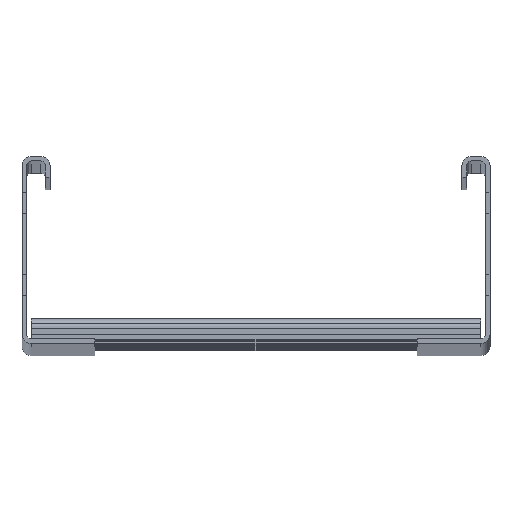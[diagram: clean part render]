
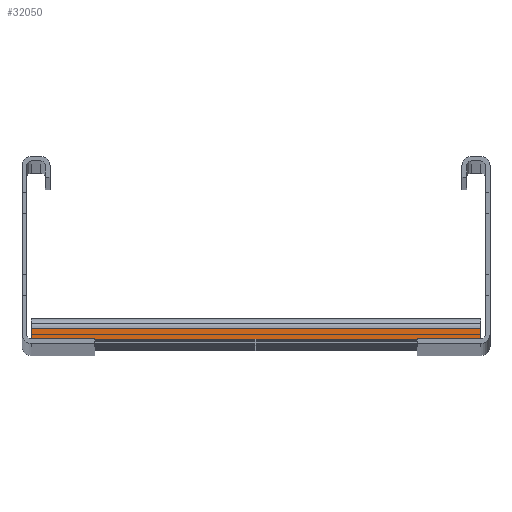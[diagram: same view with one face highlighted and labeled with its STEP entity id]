
A CAD part, top view. The second image highlights one B-rep face of the part: STEP entity #32050.
In plain terms, the highlighted planar face has unit normal (0, 0, 1).
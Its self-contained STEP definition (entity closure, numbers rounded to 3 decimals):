
#2155=DIRECTION('',(1.,0.,0.));
#2156=VECTOR('',#2155,27.);
#2157=CARTESIAN_POINT('',(69.,-38.,1367.5));
#2158=LINE('',#2157,#2156);
#2523=DIRECTION('',(-1.,0.,0.));
#2524=VECTOR('',#2523,27.);
#2525=CARTESIAN_POINT('',(-69.,-38.,1367.5));
#2526=LINE('',#2525,#2524);
#9623=DIRECTION('',(0.,-1.,0.));
#9624=VECTOR('',#9623,4.5);
#9625=CARTESIAN_POINT('',(96.,-33.5,1367.5));
#9626=LINE('',#9625,#9624);
#9683=DIRECTION('',(1.,0.,0.));
#9684=VECTOR('',#9683,192.);
#9685=CARTESIAN_POINT('',(-96.,-33.5,1367.5));
#9686=LINE('',#9685,#9684);
#9743=DIRECTION('',(0.,-1.,0.));
#9744=VECTOR('',#9743,4.5);
#9745=CARTESIAN_POINT('',(-96.,-33.5,1367.5));
#9746=LINE('',#9745,#9744);
#9751=DIRECTION('',(1.,0.,0.));
#9752=VECTOR('',#9751,138.);
#9753=CARTESIAN_POINT('',(-69.,-38.,1367.5));
#9754=LINE('',#9753,#9752);
#17235=CARTESIAN_POINT('',(-96.,-38.,1367.5));
#17237=VERTEX_POINT('',#17235);
#19343=CARTESIAN_POINT('',(96.,-38.,1367.5));
#19345=VERTEX_POINT('',#19343);
#19435=CARTESIAN_POINT('',(-96.,-33.5,1367.5));
#19436=VERTEX_POINT('',#19435);
#19455=CARTESIAN_POINT('',(96.,-33.5,1367.5));
#19456=VERTEX_POINT('',#19455);
#19465=CARTESIAN_POINT('',(-69.,-38.,1367.5));
#19467=VERTEX_POINT('',#19465);
#19473=CARTESIAN_POINT('',(69.,-38.,1367.5));
#19475=VERTEX_POINT('',#19473);
#32034=CARTESIAN_POINT('',(-96.,-33.5,1367.5));
#32035=DIRECTION('',(0.,0.,1.));
#32036=DIRECTION('',(0.,-1.,0.));
#32037=AXIS2_PLACEMENT_3D('',#32034,#32035,#32036);
#32038=PLANE('',#32037);
#32039=ORIENTED_EDGE('',*,*,#22033,.T.);
#32041=ORIENTED_EDGE('',*,*,#32040,.F.);
#32043=ORIENTED_EDGE('',*,*,#32042,.T.);
#32044=ORIENTED_EDGE('',*,*,#32004,.T.);
#32045=ORIENTED_EDGE('',*,*,#21550,.F.);
#32047=ORIENTED_EDGE('',*,*,#32046,.F.);
#32048=EDGE_LOOP('',(#32039,#32041,#32043,#32044,#32045,#32047));
#32049=FACE_OUTER_BOUND('',#32048,.F.);
#32050=ADVANCED_FACE('',(#32049),#32038,.T.);
#21550=EDGE_CURVE('',#19475,#19345,#2158,.T.);
#22033=EDGE_CURVE('',#19467,#17237,#2526,.T.);
#32004=EDGE_CURVE('',#19456,#19345,#9626,.T.);
#32040=EDGE_CURVE('',#19436,#17237,#9746,.T.);
#32042=EDGE_CURVE('',#19436,#19456,#9686,.T.);
#32046=EDGE_CURVE('',#19467,#19475,#9754,.T.);
